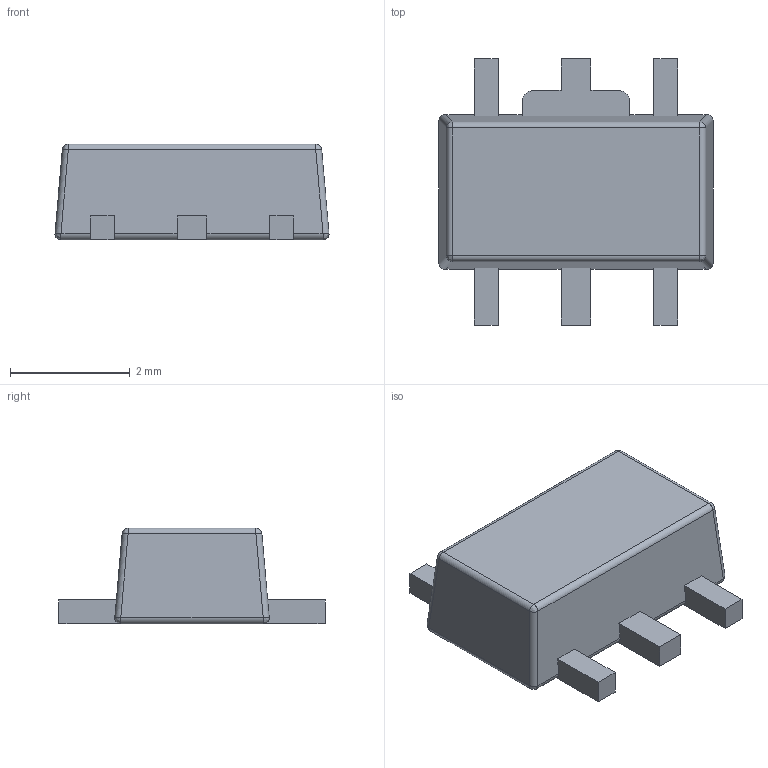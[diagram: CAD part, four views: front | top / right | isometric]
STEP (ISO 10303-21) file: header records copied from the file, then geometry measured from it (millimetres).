
FILE_DESCRIPTION(('STEP AP214'), '1');
FILE_NAME('SOT89-5L', '', ('UNSPECIFIED'), ('UNSPECIFIED'), 'ASCON STEP Converter 1.3', 'ASCON Math Kernel', '');
FILE_SCHEMA(('AUTOMOTIVE_DESIGN { 1 0 10303 214 3 1 1}'));
Length unit declared in the file: millimetre
Bounding box: 4.58 x 4.45 x 1.6 mm (x, y, z)
Volume: 18.7 mm3; surface area: 68.6 mm2
Topology: 6 solids, 6 shells, 96 faces, 264 edges, 177 vertices
Faces by surface type: plane 68, cylinder 20, bspline 8
Entity records: 3891 total; most frequent: CARTESIAN_POINT 657, DIRECTION 474, ORIENTED_EDGE 456, EDGE_CURVE 228, LINE 216, VECTOR 216, VERTEX_POINT 144, AXIS2_PLACEMENT_3D 129
